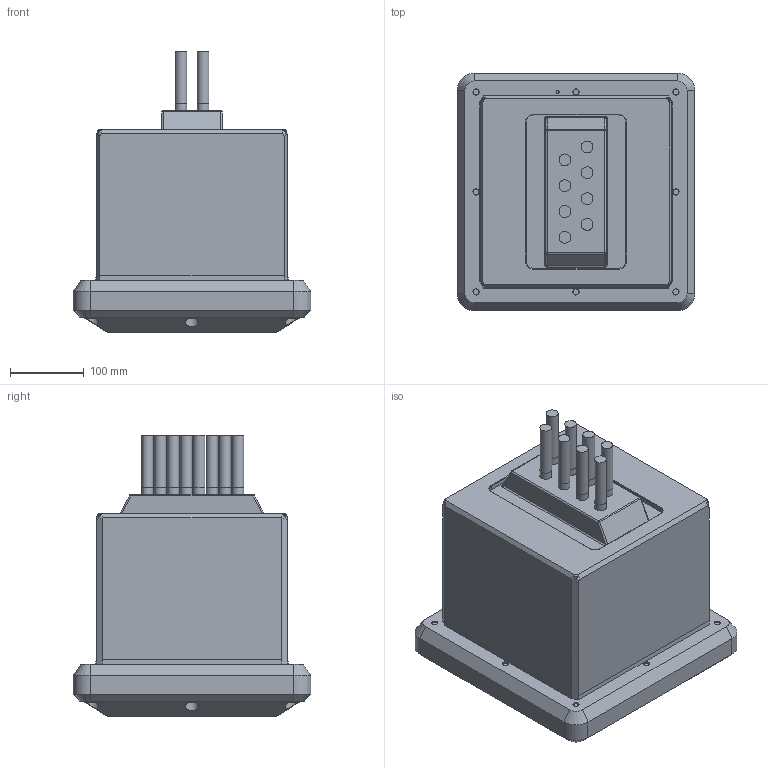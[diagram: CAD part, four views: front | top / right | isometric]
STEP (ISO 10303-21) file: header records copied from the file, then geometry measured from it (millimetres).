
FILE_DESCRIPTION(/* description */ ('-','CAx-IF Rec.Pracs.---Representation and Presentation of Product Manufacturing Information (PMI)---4.0---2014-10-13'),/* implementation_level */ '2;1');
FILE_NAME(/* name */ 'e865d689-85d4-4089-8217-b99be00b9afd.stp',/* time_stamp */ '2021-11-26T15:46:43+01:00',/* author */ ('-'),/* organization */ ('NTI CADcenter A/S'),/* preprocessor_version */ 'ST-DEVELOPER v18.1',/* originating_system */ 'Autodesk Inventor 2021',/* authorisation */ '-');
FILE_SCHEMA (('AP242_MANAGED_MODEL_BASED_3D_ENGINEERING_MIM_LF { 1 0 10303 442 1 1 4 }'));
Length unit declared in the file: millimetre
Products named in the file (11): 482789; 373514; 490141; 484258; 484305; 484305_1; 482791; 482790; 560-035092; 560-033662; DUM20161026_01
Assembly tree (23 placements, depth 3):
  482789
    373514
    490141
      484258
      484305  x4
      484305_1  x4
    482791
    482790
    560-035092  x8
    560-033662
    DUM20161026_01
Bounding box: 322 x 322 x 381 mm (x, y, z)
Volume: 19918229 mm3; surface area: 1532752.8 mm2
Topology: 31 solids, 31 shells, 1275 faces, 3077 edges, 1924 vertices
Faces by surface type: plane 566, cylinder 312, bspline 221, torus 91, cone 43, sphere 42
Full cylindrical faces by diameter (mm): 4.134 x1, 5 x1, 8.376 x8, 8.5 x1, 9.5 x1, 10 x8, 11 x16, 15.917 x1, 16 x23, 18 x8
Entity records: 38942 total; most frequent: CARTESIAN_POINT 11311, ORIENTED_EDGE 5486, DIRECTION 5205, EDGE_CURVE 2743, AXIS2_PLACEMENT_3D 1834, VERTEX_POINT 1708, LINE 1537, VECTOR 1537
